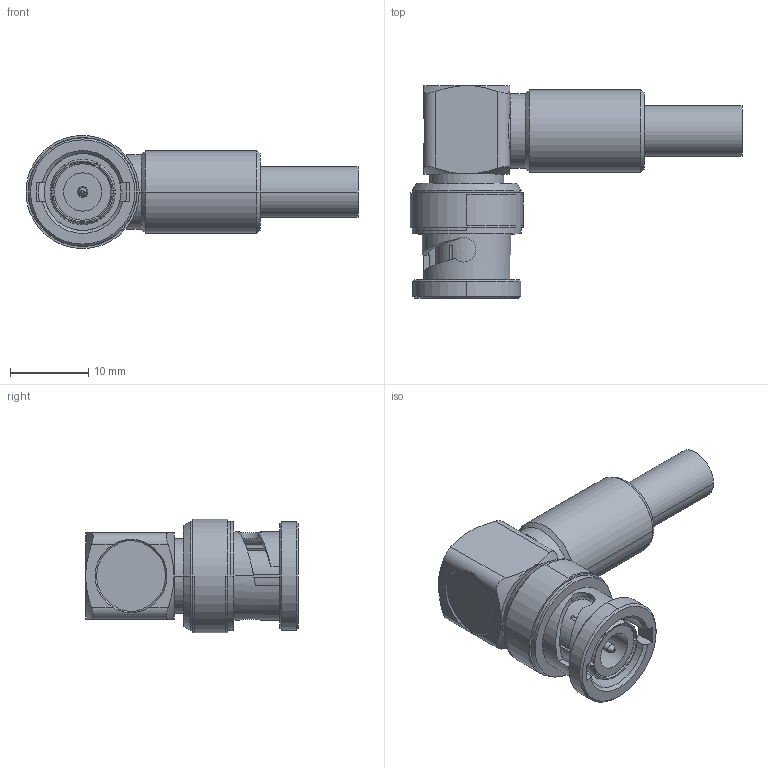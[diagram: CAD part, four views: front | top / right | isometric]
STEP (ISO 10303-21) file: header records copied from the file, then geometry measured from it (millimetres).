
FILE_DESCRIPTION((''),'2;1');
FILE_NAME('31-335-RFX','2020-06-15T11:12:22',('Krishnaprasath'),(''),'CREO PARAMETRIC BY PTC INC, 2019444','CREO PARAMETRIC BY PTC INC, 2019444','');
FILE_SCHEMA(('CONFIG_CONTROL_DESIGN'));
Length unit declared in the file: millimetre
Products named in the file (1): 31-335-RFX
Bounding box: 42.44 x 27.19 x 14.48 mm (x, y, z)
Volume: 4678.2 mm3; surface area: 3083 mm2
Topology: 1 solids, 1 shells, 161 faces, 408 edges, 260 vertices
Faces by surface type: plane 55, cylinder 54, cone 38, bspline 6, torus 6, extrusion 2
Entity records: 5876 total; most frequent: CARTESIAN_POINT 2001, ORIENTED_EDGE 816, DIRECTION 786, EDGE_CURVE 408, AXIS2_PLACEMENT_3D 311, VERTEX_POINT 260, EDGE_LOOP 176, VECTOR 164
